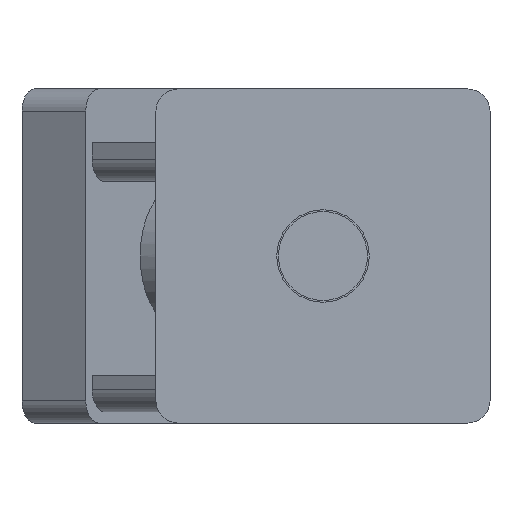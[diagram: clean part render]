
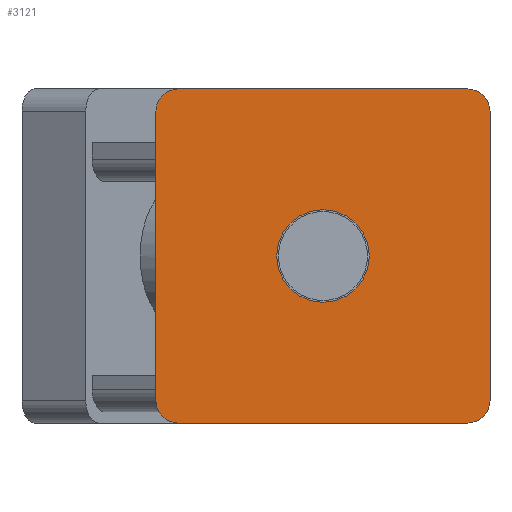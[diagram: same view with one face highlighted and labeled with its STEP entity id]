
A CAD part, front view. The second image highlights one B-rep face of the part: STEP entity #3121.
In plain terms, the highlighted planar face has unit normal (0, -1, 0).
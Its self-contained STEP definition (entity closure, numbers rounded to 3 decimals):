
#67 = CARTESIAN_POINT ( 'NONE',  ( 0., -7., 4.15 ) ) ;
#142 = CARTESIAN_POINT ( 'NONE',  ( -13., -7., -13. ) ) ;
#242 = EDGE_LOOP ( 'NONE', ( #4354, #2353 ) ) ;
#284 = VERTEX_POINT ( 'NONE', #955 ) ;
#345 = VERTEX_POINT ( 'NONE', #67 ) ;
#373 = EDGE_CURVE ( 'NONE', #284, #3040, #1117, .T. ) ;
#437 = CARTESIAN_POINT ( 'NONE',  ( 15., -7., -13. ) ) ;
#491 = EDGE_CURVE ( 'NONE', #568, #1314, #3956, .T. ) ;
#550 = EDGE_LOOP ( 'NONE', ( #4485, #5584, #4885, #4620, #2921, #1000, #4340, #4233 ) ) ;
#568 = VERTEX_POINT ( 'NONE', #437 ) ;
#590 = CARTESIAN_POINT ( 'NONE',  ( 0., -7., -15. ) ) ;
#710 = CARTESIAN_POINT ( 'NONE',  ( 13., -7., 15. ) ) ;
#807 = VECTOR ( 'NONE', #3444, 1000. ) ;
#909 = CARTESIAN_POINT ( 'NONE',  ( 13., -7., -13. ) ) ;
#912 = EDGE_CURVE ( 'NONE', #2222, #568, #4842, .T. ) ;
#932 = FACE_BOUND ( 'NONE', #242, .T. ) ;
#955 = CARTESIAN_POINT ( 'NONE',  ( -15., -7., 13. ) ) ;
#1000 = ORIENTED_EDGE ( 'NONE', *, *, #912, .F. ) ;
#1010 = VECTOR ( 'NONE', #5197, 1000. ) ;
#1022 = DIRECTION ( 'NONE',  ( 0., 1., 0. ) ) ;
#1056 = VERTEX_POINT ( 'NONE', #2688 ) ;
#1117 = CIRCLE ( 'NONE', #3253, 2. ) ;
#1128 = CARTESIAN_POINT ( 'NONE',  ( -15., -7., 0. ) ) ;
#1210 = EDGE_CURVE ( 'NONE', #5236, #2222, #3391, .T. ) ;
#1314 = VERTEX_POINT ( 'NONE', #2363 ) ;
#1476 = CARTESIAN_POINT ( 'NONE',  ( 0., -7., 0. ) ) ;
#1682 = EDGE_CURVE ( 'NONE', #1056, #284, #4207, .T. ) ;
#1816 = CARTESIAN_POINT ( 'NONE',  ( 13., -7., 13. ) ) ;
#1920 = CARTESIAN_POINT ( 'NONE',  ( -13., -7., 13. ) ) ;
#2031 = LINE ( 'NONE', #3163, #4902 ) ;
#2109 = VECTOR ( 'NONE', #4825, 1000. ) ;
#2217 = LINE ( 'NONE', #590, #1010 ) ;
#2219 = DIRECTION ( 'NONE',  ( 0., 1., 0. ) ) ;
#2222 = VERTEX_POINT ( 'NONE', #2931 ) ;
#2353 = ORIENTED_EDGE ( 'NONE', *, *, #5106, .F. ) ;
#2363 = CARTESIAN_POINT ( 'NONE',  ( 13., -7., -15. ) ) ;
#2414 = DIRECTION ( 'NONE',  ( 0., 1., 0. ) ) ;
#2507 = EDGE_CURVE ( 'NONE', #345, #5440, #3704, .T. ) ;
#2688 = CARTESIAN_POINT ( 'NONE',  ( -15., -7., -13. ) ) ;
#2727 = EDGE_CURVE ( 'NONE', #1314, #5351, #2217, .T. ) ;
#2817 = EDGE_CURVE ( 'NONE', #5351, #1056, #5322, .T. ) ;
#2863 = DIRECTION ( 'NONE',  ( 0., 0., 1. ) ) ;
#2921 = ORIENTED_EDGE ( 'NONE', *, *, #491, .F. ) ;
#2931 = CARTESIAN_POINT ( 'NONE',  ( 15., -7., 13. ) ) ;
#3040 = VERTEX_POINT ( 'NONE', #4581 ) ;
#3121 = ADVANCED_FACE ( 'NONE', ( #932, #3643 ), #3288, .F. ) ;
#3163 = CARTESIAN_POINT ( 'NONE',  ( 0., -7., 15. ) ) ;
#3186 = DIRECTION ( 'NONE',  ( 1., 0., 0. ) ) ;
#3253 = AXIS2_PLACEMENT_3D ( 'NONE', #1920, #1022, #4209 ) ;
#3288 = PLANE ( 'NONE',  #5299 ) ;
#3391 = CIRCLE ( 'NONE', #3879, 2. ) ;
#3443 = DIRECTION ( 'NONE',  ( 0., -1., 0. ) ) ;
#3444 = DIRECTION ( 'NONE',  ( 0., 0., 1. ) ) ;
#3530 = CARTESIAN_POINT ( 'NONE',  ( 0., -7., 0. ) ) ;
#3582 = AXIS2_PLACEMENT_3D ( 'NONE', #909, #5777, #3636 ) ;
#3636 = DIRECTION ( 'NONE',  ( 0., 0., 1. ) ) ;
#3643 = FACE_OUTER_BOUND ( 'NONE', #550, .T. ) ;
#3704 = CIRCLE ( 'NONE', #3777, 4.15 ) ;
#3777 = AXIS2_PLACEMENT_3D ( 'NONE', #3530, #4859, #5801 ) ;
#3849 = AXIS2_PLACEMENT_3D ( 'NONE', #142, #2414, #2863 ) ;
#3870 = DIRECTION ( 'NONE',  ( 0., 0., 1. ) ) ;
#3879 = AXIS2_PLACEMENT_3D ( 'NONE', #1816, #2219, #4913 ) ;
#3956 = CIRCLE ( 'NONE', #3582, 2. ) ;
#4207 = LINE ( 'NONE', #1128, #807 ) ;
#4209 = DIRECTION ( 'NONE',  ( 0., 0., 1. ) ) ;
#4233 = ORIENTED_EDGE ( 'NONE', *, *, #5654, .F. ) ;
#4236 = DIRECTION ( 'NONE',  ( 0., 0., 1. ) ) ;
#4340 = ORIENTED_EDGE ( 'NONE', *, *, #1210, .F. ) ;
#4354 = ORIENTED_EDGE ( 'NONE', *, *, #2507, .F. ) ;
#4485 = ORIENTED_EDGE ( 'NONE', *, *, #373, .F. ) ;
#4581 = CARTESIAN_POINT ( 'NONE',  ( -13., -7., 15. ) ) ;
#4620 = ORIENTED_EDGE ( 'NONE', *, *, #2727, .F. ) ;
#4803 = CARTESIAN_POINT ( 'NONE',  ( 15., -7., 0. ) ) ;
#4825 = DIRECTION ( 'NONE',  ( 0., 0., -1. ) ) ;
#4842 = LINE ( 'NONE', #4803, #2109 ) ;
#4859 = DIRECTION ( 'NONE',  ( 0., -1., 0. ) ) ;
#4885 = ORIENTED_EDGE ( 'NONE', *, *, #2817, .F. ) ;
#4902 = VECTOR ( 'NONE', #3186, 1000. ) ;
#4913 = DIRECTION ( 'NONE',  ( 0., 0., 1. ) ) ;
#5049 = CARTESIAN_POINT ( 'NONE',  ( -13., -7., -15. ) ) ;
#5106 = EDGE_CURVE ( 'NONE', #5440, #345, #5560, .T. ) ;
#5197 = DIRECTION ( 'NONE',  ( -1., 0., 0. ) ) ;
#5219 = CARTESIAN_POINT ( 'NONE',  ( 0., -7., 0. ) ) ;
#5236 = VERTEX_POINT ( 'NONE', #710 ) ;
#5299 = AXIS2_PLACEMENT_3D ( 'NONE', #1476, #5562, #4236 ) ;
#5322 = CIRCLE ( 'NONE', #3849, 2. ) ;
#5351 = VERTEX_POINT ( 'NONE', #5049 ) ;
#5440 = VERTEX_POINT ( 'NONE', #5695 ) ;
#5560 = CIRCLE ( 'NONE', #5561, 4.15 ) ;
#5561 = AXIS2_PLACEMENT_3D ( 'NONE', #5219, #3443, #3870 ) ;
#5562 = DIRECTION ( 'NONE',  ( 0., 1., 0. ) ) ;
#5584 = ORIENTED_EDGE ( 'NONE', *, *, #1682, .F. ) ;
#5654 = EDGE_CURVE ( 'NONE', #3040, #5236, #2031, .T. ) ;
#5695 = CARTESIAN_POINT ( 'NONE',  ( 0., -7., -4.15 ) ) ;
#5777 = DIRECTION ( 'NONE',  ( 0., 1., 0. ) ) ;
#5801 = DIRECTION ( 'NONE',  ( 0., 0., 1. ) ) ;
